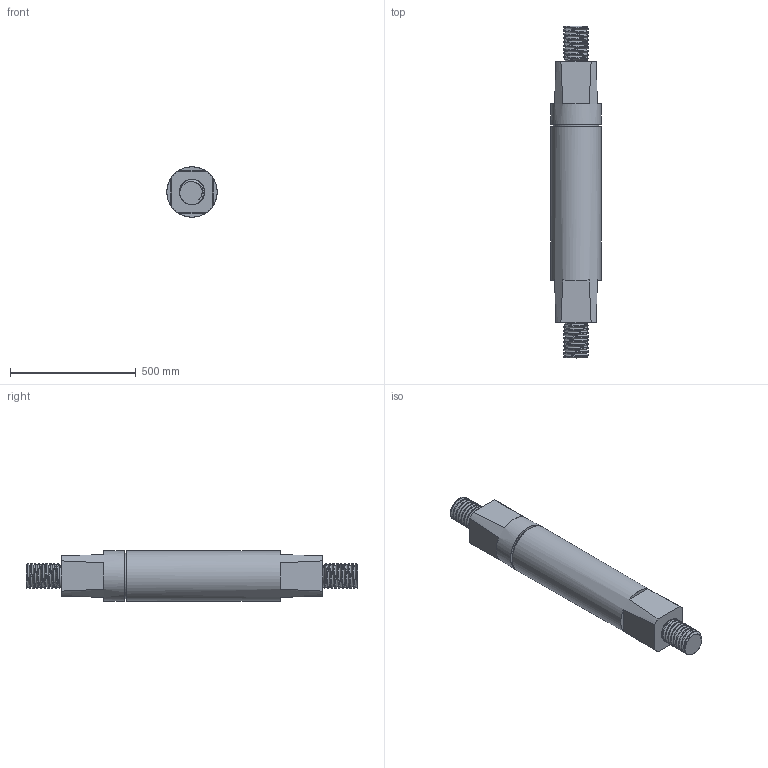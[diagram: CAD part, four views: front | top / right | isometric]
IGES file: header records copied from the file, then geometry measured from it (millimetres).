
Start section: M10 Bolt..SLDPRT - PrototypeComponentType M10 Bolt..SLDPRT - PrototypeComponentType
Global section: file name: 48Haxe velo elliptique.igs; native system: Rhinoceros ( Feb 27 2019 ); preprocessor: Trout Lake IGES 012 Feb 27 2019; date: 211126.201907; units: centimetre
Bounding box: 200 x 1320 x 200 mm (x, y, z)
Surface area: 858150.3 mm2 (no closed solid volume)
Topology: 0 solids, 0 shells, 73 faces, 1757 edges, 1754 vertices
Faces by surface type: bspline 73
